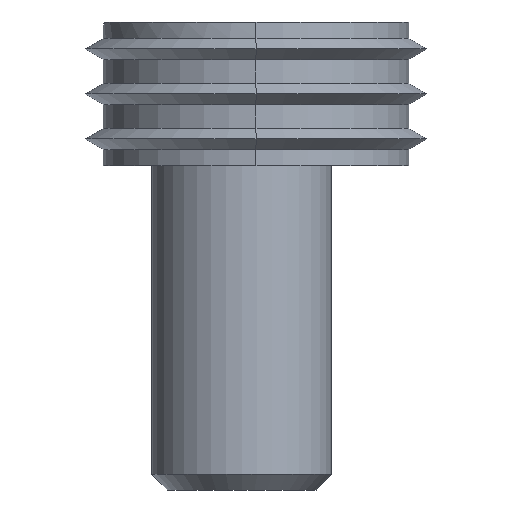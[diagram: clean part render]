
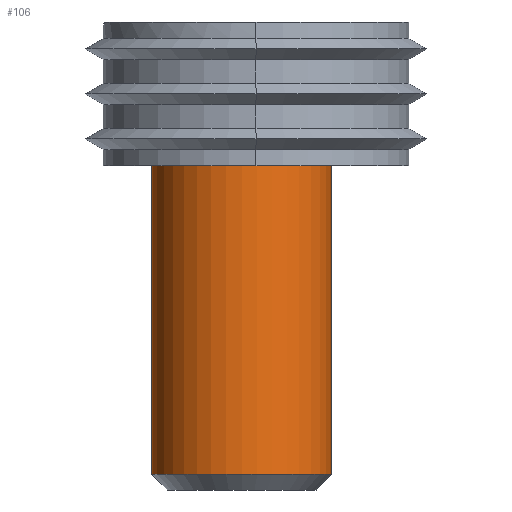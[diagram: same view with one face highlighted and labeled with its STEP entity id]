
A CAD part, left-side view. The second image highlights one B-rep face of the part: STEP entity #106.
In plain terms, the highlighted cylindrical face has radius 7.938 mm (diameter 15.875 mm), a partial arc.
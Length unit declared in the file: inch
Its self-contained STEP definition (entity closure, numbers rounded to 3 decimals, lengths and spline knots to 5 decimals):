
#105 = EDGE_LOOP ( 'NONE', ( #109, #213, #107, #111 ) ) ;
#106 = ADVANCED_FACE ( 'NONE', ( #716 ), #752, .T. ) ;
#107 = ORIENTED_EDGE ( 'NONE', *, *, #214, .F. ) ;
#108 = VERTEX_POINT ( 'NONE', #628 ) ;
#109 = ORIENTED_EDGE ( 'NONE', *, *, #211, .T. ) ;
#111 = ORIENTED_EDGE ( 'NONE', *, *, #112, .F. ) ;
#112 = EDGE_CURVE ( 'NONE', #212, #108, #681, .T. ) ;
#207 = VERTEX_POINT ( 'NONE', #883 ) ;
#210 = VERTEX_POINT ( 'NONE', #1014 ) ;
#211 = EDGE_CURVE ( 'NONE', #212, #207, #849, .T. ) ;
#212 = VERTEX_POINT ( 'NONE', #1007 ) ;
#213 = ORIENTED_EDGE ( 'NONE', *, *, #215, .T. ) ;
#214 = EDGE_CURVE ( 'NONE', #108, #210, #879, .T. ) ;
#215 = EDGE_CURVE ( 'NONE', #207, #210, #999, .T. ) ;
#527 = AXIS2_PLACEMENT_3D ( 'NONE', #661, #630, #629 ) ;
#621 = DIRECTION ( 'NONE',  ( -1., 0., 0. ) ) ;
#622 = VECTOR ( 'NONE', #621, 39.37008 ) ;
#623 = CARTESIAN_POINT ( 'NONE',  ( 0., 0., 0.3125 ) ) ;
#628 = CARTESIAN_POINT ( 'NONE',  ( 0.331, 0., 0.3125 ) ) ;
#629 = DIRECTION ( 'NONE',  ( 0., 0., 1. ) ) ;
#630 = DIRECTION ( 'NONE',  ( -1., 0., 0. ) ) ;
#661 = CARTESIAN_POINT ( 'NONE',  ( 0., 0., 0. ) ) ;
#681 = LINE ( 'NONE', #623, #622 ) ;
#716 = FACE_OUTER_BOUND ( 'NONE', #105, .T. ) ;
#752 = CYLINDRICAL_SURFACE ( 'NONE', #527, 0.3125 ) ;
#849 = CIRCLE ( 'NONE', #1015, 0.3125 ) ;
#879 = CIRCLE ( 'NONE', #1000, 0.3125 ) ;
#883 = CARTESIAN_POINT ( 'NONE',  ( 1.5269, 0., -0.3125 ) ) ;
#993 = DIRECTION ( 'NONE',  ( -1., 0., 0. ) ) ;
#994 = VECTOR ( 'NONE', #993, 39.37008 ) ;
#995 = CARTESIAN_POINT ( 'NONE',  ( 0., 0., -0.3125 ) ) ;
#997 = DIRECTION ( 'NONE',  ( 0., 0., 1. ) ) ;
#998 = DIRECTION ( 'NONE',  ( -1., 0., 0. ) ) ;
#999 = LINE ( 'NONE', #995, #994 ) ;
#1000 = AXIS2_PLACEMENT_3D ( 'NONE', #1006, #998, #997 ) ;
#1001 = DIRECTION ( 'NONE',  ( 0., 0., 1. ) ) ;
#1002 = DIRECTION ( 'NONE',  ( -1., 0., 0. ) ) ;
#1003 = CARTESIAN_POINT ( 'NONE',  ( 1.5269, 0., 0. ) ) ;
#1006 = CARTESIAN_POINT ( 'NONE',  ( 0.331, 0., 0. ) ) ;
#1007 = CARTESIAN_POINT ( 'NONE',  ( 1.5269, 0., 0.3125 ) ) ;
#1014 = CARTESIAN_POINT ( 'NONE',  ( 0.331, 0., -0.3125 ) ) ;
#1015 = AXIS2_PLACEMENT_3D ( 'NONE', #1003, #1002, #1001 ) ;
